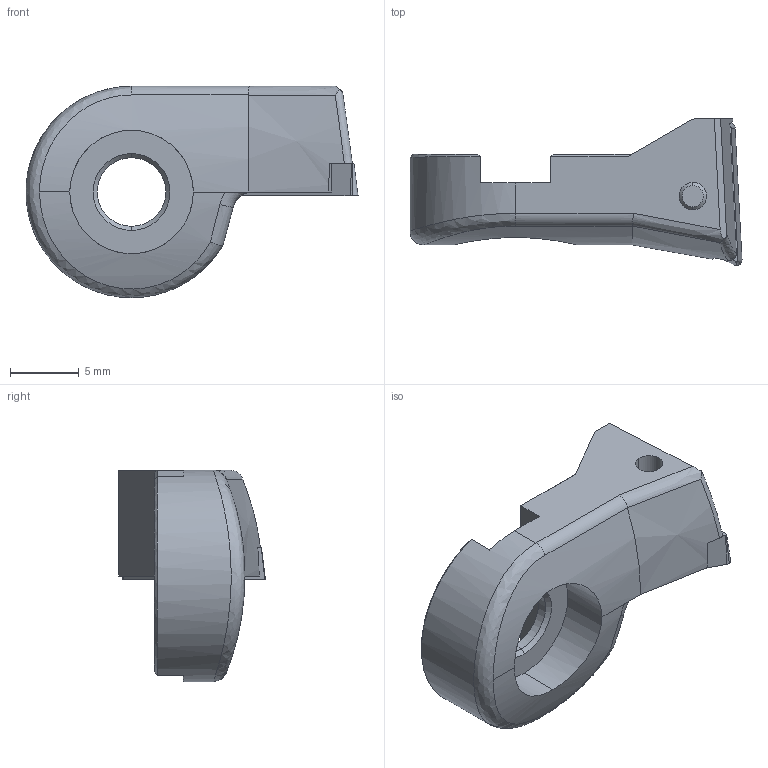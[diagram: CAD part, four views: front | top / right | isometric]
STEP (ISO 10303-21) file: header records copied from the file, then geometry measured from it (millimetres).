
FILE_DESCRIPTION(('no description'),'unknown implementation level');
FILE_NAME('22F9668F-09CC-4882-8BFD-8C6FCFC8F25E_export.stp',' ',('CIMSOURCE GmbH'),('CADClick - KiM GmbH - www.kimweb.de'),'unknown preprocess','ACIS','unknown authorization');
FILE_SCHEMA(('automotive_design'));
Length unit declared in the file: millimetre
Products named in the file (3): 626.141 Kaiser EBH 41 TC11 41-54|655.383 Kaiser TCGT 110204 K10C;Kombinieren1; 626.141 Kaiser EBH 41 TC11 41-54|694.122 Kaiser ETL M2.5x6.5 T7 IP 10S;Kreismuster1; 626.141 Kaiser EBH 41 TC11 41-54|626.141 Kaiser ENH 41 TC11 41-54;Fase1
Bounding box: 24.19 x 10.7 x 15.4 mm (x, y, z)
Volume: 1309.6 mm3; surface area: 1358.1 mm2
Topology: 3 solids, 3 shells, 109 faces, 273 edges, 171 vertices
Faces by surface type: cylinder 38, plane 35, cone 25, torus 6, bspline 5
Entity records: 10079 total; most frequent: CARTESIAN_POINT 4277, DIRECTION 572, STYLED_ITEM 556, PRESENTATION_STYLE_ASSIGNMENT 556, COLOUR_RGB 556, ORIENTED_EDGE 546, EDGE_CURVE 273, CURVE_STYLE 273
